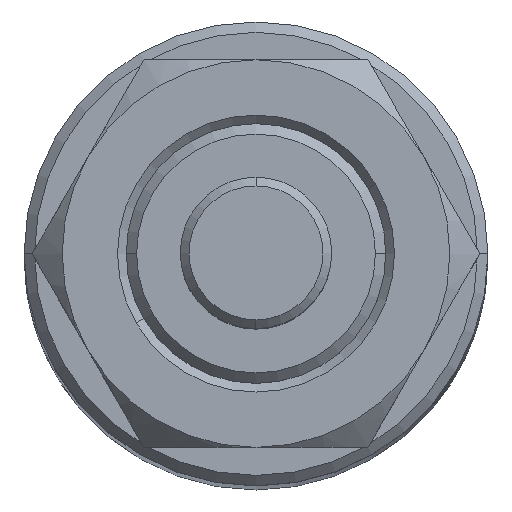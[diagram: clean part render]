
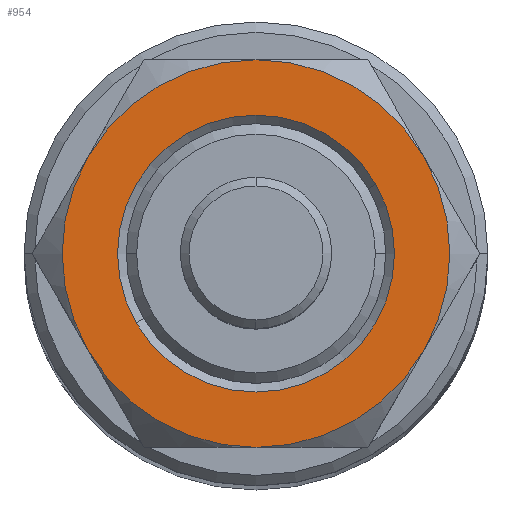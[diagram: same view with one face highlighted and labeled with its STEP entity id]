
A CAD part, top view. The second image highlights one B-rep face of the part: STEP entity #954.
In plain terms, the highlighted planar face has unit normal (0, 0, 1).
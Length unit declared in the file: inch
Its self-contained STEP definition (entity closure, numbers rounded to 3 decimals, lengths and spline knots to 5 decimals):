
#22 = DIRECTION ( 'NONE',  ( 0., 0., -1. ) ) ;
#42 = DIRECTION ( 'NONE',  ( 0., 0., -1. ) ) ;
#160 = AXIS2_PLACEMENT_3D ( 'NONE', #2500, #1155, #2730 ) ;
#161 = CIRCLE ( 'NONE', #2382, 0.56 ) ;
#197 = EDGE_CURVE ( 'NONE', #736, #1014, #283, .T. ) ;
#229 = DIRECTION ( 'NONE',  ( 0., 0., -1. ) ) ;
#231 = DIRECTION ( 'NONE',  ( 0., 0., -1. ) ) ;
#262 = CARTESIAN_POINT ( 'NONE',  ( -0.28, 0.48497, 0.21 ) ) ;
#275 = VERTEX_POINT ( 'NONE', #292 ) ;
#283 = CIRCLE ( 'NONE', #2083, 0.56 ) ;
#292 = CARTESIAN_POINT ( 'NONE',  ( 0.56, 0., 0.21 ) ) ;
#327 = VERTEX_POINT ( 'NONE', #2838 ) ;
#359 = ORIENTED_EDGE ( 'NONE', *, *, #2867, .T. ) ;
#367 = EDGE_LOOP ( 'NONE', ( #1339, #359 ) ) ;
#384 = DIRECTION ( 'NONE',  ( 0., 0., -1. ) ) ;
#385 = ORIENTED_EDGE ( 'NONE', *, *, #1618, .F. ) ;
#529 = VERTEX_POINT ( 'NONE', #2228 ) ;
#648 = CIRCLE ( 'NONE', #2142, 0.56 ) ;
#655 = PLANE ( 'NONE',  #2096 ) ;
#736 = VERTEX_POINT ( 'NONE', #262 ) ;
#749 = EDGE_CURVE ( 'NONE', #275, #1560, #648, .T. ) ;
#778 = CARTESIAN_POINT ( 'NONE',  ( 0., 0., 0.21 ) ) ;
#803 = CARTESIAN_POINT ( 'NONE',  ( 0., 0., 0.21 ) ) ;
#837 = EDGE_LOOP ( 'NONE', ( #385, #1194, #2185, #1091, #1287, #2843 ) ) ;
#870 = AXIS2_PLACEMENT_3D ( 'NONE', #803, #2364, #1031 ) ;
#938 = CARTESIAN_POINT ( 'NONE',  ( 0.28, -0.48497, 0.21 ) ) ;
#954 = ADVANCED_FACE ( 'NONE', ( #1437, #2617 ), #655, .F. ) ;
#996 = EDGE_CURVE ( 'NONE', #327, #529, #161, .T. ) ;
#1008 = CIRCLE ( 'NONE', #870, 0.56 ) ;
#1012 = DIRECTION ( 'NONE',  ( -1., 0., 0. ) ) ;
#1014 = VERTEX_POINT ( 'NONE', #1150 ) ;
#1031 = DIRECTION ( 'NONE',  ( -1., 0., 0. ) ) ;
#1091 = ORIENTED_EDGE ( 'NONE', *, *, #749, .F. ) ;
#1110 = CARTESIAN_POINT ( 'NONE',  ( 0.56, 0.96995, 0.21 ) ) ;
#1150 = CARTESIAN_POINT ( 'NONE',  ( 0.28, 0.48497, 0.21 ) ) ;
#1155 = DIRECTION ( 'NONE',  ( 0., 0., 1. ) ) ;
#1171 = DIRECTION ( 'NONE',  ( 0., 0., -1. ) ) ;
#1194 = ORIENTED_EDGE ( 'NONE', *, *, #996, .F. ) ;
#1287 = ORIENTED_EDGE ( 'NONE', *, *, #1994, .T. ) ;
#1339 = ORIENTED_EDGE ( 'NONE', *, *, #2202, .T. ) ;
#1369 = CARTESIAN_POINT ( 'NONE',  ( 0., 0., 0.21 ) ) ;
#1390 = CARTESIAN_POINT ( 'NONE',  ( 0., 0., 0.21 ) ) ;
#1437 = FACE_BOUND ( 'NONE', #367, .T. ) ;
#1496 = AXIS2_PLACEMENT_3D ( 'NONE', #1717, #384, #1948 ) ;
#1560 = VERTEX_POINT ( 'NONE', #938 ) ;
#1566 = CARTESIAN_POINT ( 'NONE',  ( 0., 0., 0.21 ) ) ;
#1590 = DIRECTION ( 'NONE',  ( -1., 0., 0. ) ) ;
#1609 = DIRECTION ( 'NONE',  ( -1., 0., 0. ) ) ;
#1618 = EDGE_CURVE ( 'NONE', #529, #736, #1008, .T. ) ;
#1717 = CARTESIAN_POINT ( 'NONE',  ( 0., 0., 0.21 ) ) ;
#1738 = CIRCLE ( 'NONE', #1904, 0.56 ) ;
#1780 = DIRECTION ( 'NONE',  ( -1., 0., 0. ) ) ;
#1782 = DIRECTION ( 'NONE',  ( -1., 0., 0. ) ) ;
#1820 = VERTEX_POINT ( 'NONE', #2454 ) ;
#1904 = AXIS2_PLACEMENT_3D ( 'NONE', #1566, #231, #1782 ) ;
#1948 = DIRECTION ( 'NONE',  ( -1., 0., 0. ) ) ;
#1994 = EDGE_CURVE ( 'NONE', #275, #1014, #2858, .T. ) ;
#2083 = AXIS2_PLACEMENT_3D ( 'NONE', #2512, #1171, #2746 ) ;
#2096 = AXIS2_PLACEMENT_3D ( 'NONE', #1110, #229, #1780 ) ;
#2114 = AXIS2_PLACEMENT_3D ( 'NONE', #778, #2344, #1012 ) ;
#2142 = AXIS2_PLACEMENT_3D ( 'NONE', #1390, #42, #1609 ) ;
#2168 = CARTESIAN_POINT ( 'NONE',  ( -0.4, 0., 0.21 ) ) ;
#2185 = ORIENTED_EDGE ( 'NONE', *, *, #2385, .F. ) ;
#2202 = EDGE_CURVE ( 'NONE', #1820, #2242, #2791, .T. ) ;
#2228 = CARTESIAN_POINT ( 'NONE',  ( -0.56, 0., 0.21 ) ) ;
#2242 = VERTEX_POINT ( 'NONE', #2168 ) ;
#2344 = DIRECTION ( 'NONE',  ( 0., 0., -1. ) ) ;
#2364 = DIRECTION ( 'NONE',  ( 0., 0., -1. ) ) ;
#2382 = AXIS2_PLACEMENT_3D ( 'NONE', #1369, #22, #1590 ) ;
#2385 = EDGE_CURVE ( 'NONE', #1560, #327, #1738, .T. ) ;
#2454 = CARTESIAN_POINT ( 'NONE',  ( 0.4, 0., 0.21 ) ) ;
#2500 = CARTESIAN_POINT ( 'NONE',  ( 0., 0., 0.21 ) ) ;
#2512 = CARTESIAN_POINT ( 'NONE',  ( 0., 0., 0.21 ) ) ;
#2565 = CIRCLE ( 'NONE', #1496, 0.4 ) ;
#2617 = FACE_OUTER_BOUND ( 'NONE', #837, .T. ) ;
#2730 = DIRECTION ( 'NONE',  ( 1., 0., 0. ) ) ;
#2746 = DIRECTION ( 'NONE',  ( -1., 0., 0. ) ) ;
#2791 = CIRCLE ( 'NONE', #2114, 0.4 ) ;
#2838 = CARTESIAN_POINT ( 'NONE',  ( -0.28, -0.48497, 0.21 ) ) ;
#2843 = ORIENTED_EDGE ( 'NONE', *, *, #197, .F. ) ;
#2858 = CIRCLE ( 'NONE', #160, 0.56 ) ;
#2867 = EDGE_CURVE ( 'NONE', #2242, #1820, #2565, .T. ) ;
